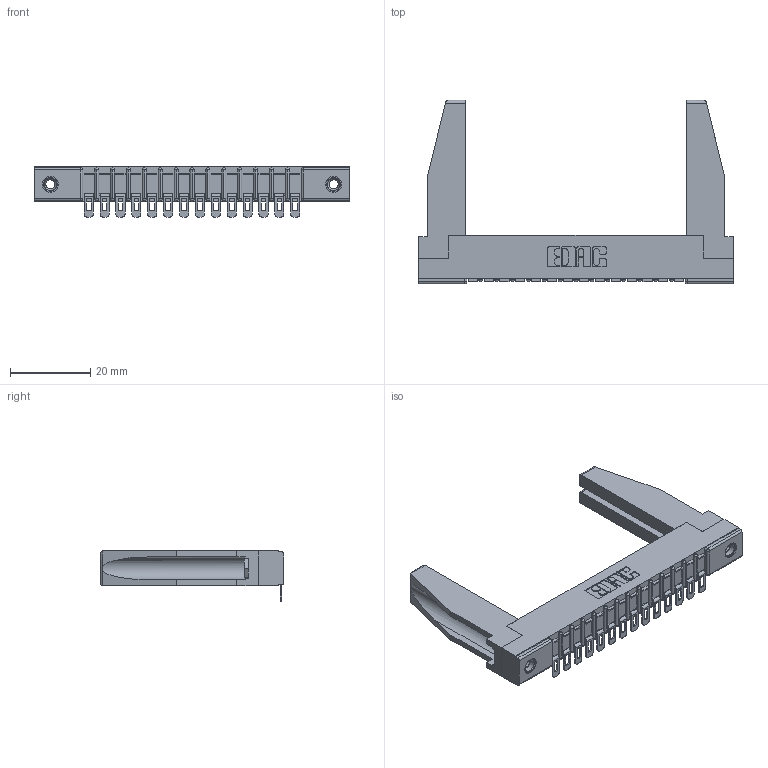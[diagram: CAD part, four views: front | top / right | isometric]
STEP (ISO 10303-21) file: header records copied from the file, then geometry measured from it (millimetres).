
FILE_DESCRIPTION (( 'STEP AP203' ), '1' );
FILE_NAME ('307-014-454-178.STEP', '2020-09-25T16:10:53', ( '' ), ( '' ), 'SwSTEP 2.0', 'SolidWorks 2020', '' );
FILE_SCHEMA (( 'CONFIG_CONTROL_DESIGN' ));
Length unit declared in the file: inch
Products named in the file (5): 307 Part_.156 Dia Mounting Holes; 307-220-078; 345-250-001_345-250-001-102; 307-290-002_554; 307-014-454-178
Assembly tree (19 placements, depth 2):
  307-014-454-178
    307 Part_.156 Dia Mounting Holes
    307-290-002_554  x14
    307-220-078  x2
    345-250-001_345-250-001-102  x2
Bounding box: 78.49 x 45.72 x 12.52 mm (x, y, z)
Volume: 9175.7 mm3; surface area: 12859.4 mm2
Topology: 19 solids, 19 shells, 1397 faces, 4195 edges, 2746 vertices
Faces by surface type: plane 798, cylinder 553, sphere 30, cone 12, torus 4
Entity records: 18858 total; most frequent: CARTESIAN_POINT 3176, ORIENTED_EDGE 3122, DIRECTION 3061, EDGE_CURVE 1561, LINE 1179, VECTOR 1179, VERTEX_POINT 1014, AXIS2_PLACEMENT_3D 941
